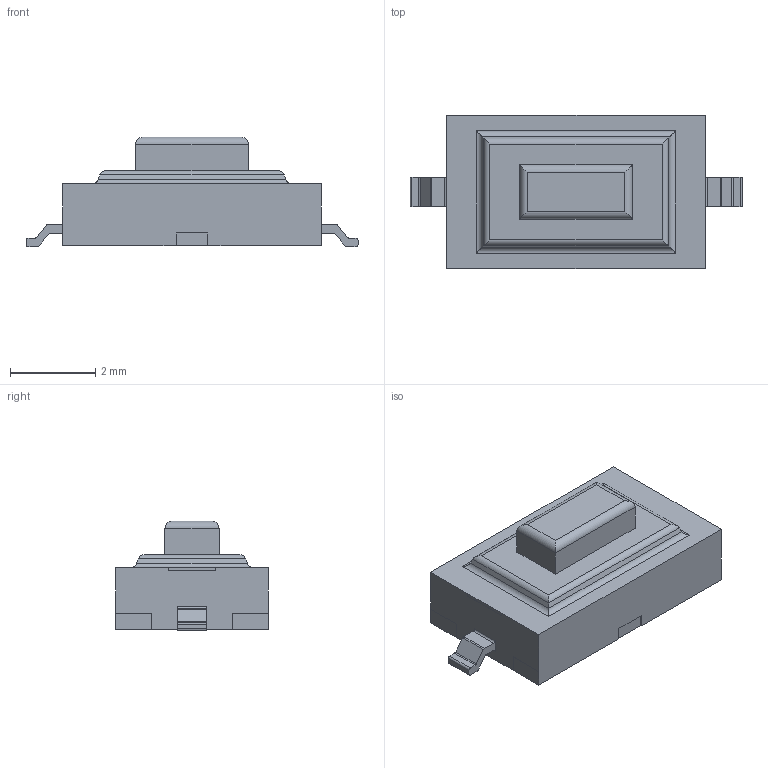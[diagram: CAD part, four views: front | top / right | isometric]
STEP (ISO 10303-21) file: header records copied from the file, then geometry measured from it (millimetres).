
FILE_DESCRIPTION(/* description */ ('Unknown'),/* implementation_level */ '2;1');
FILE_NAME(/* name */ '6x3mm Button',/* time_stamp */ '2018-10-30T14:36:21-04:00',/* author */ ('Unknown'),/* organization */ ('Unknown'),/* preprocessor_version */ 'ST-DEVELOPER v16.7',/* originating_system */ 'DEX',/* authorisation */ $);
FILE_SCHEMA (('AUTOMOTIVE_DESIGN {1 0 10303 214 3 1 1}'));
Length unit declared in the file: millimetre
Products named in the file (1): 6x3mm Button
Bounding box: 7.77 x 3.58 x 2.57 mm (x, y, z)
Volume: 37.3 mm3; surface area: 97 mm2
Topology: 1 solids, 21 shells, 262 faces, 636 edges, 420 vertices
Faces by surface type: plane 195, bspline 39, cylinder 28
Entity records: 10733 total; most frequent: CARTESIAN_POINT 3340, ORIENTED_EDGE 1264, DIRECTION 860, EDGE_CURVE 632, VERTEX_POINT 420, LINE 324, VECTOR 324, EDGE_LOOP 282
